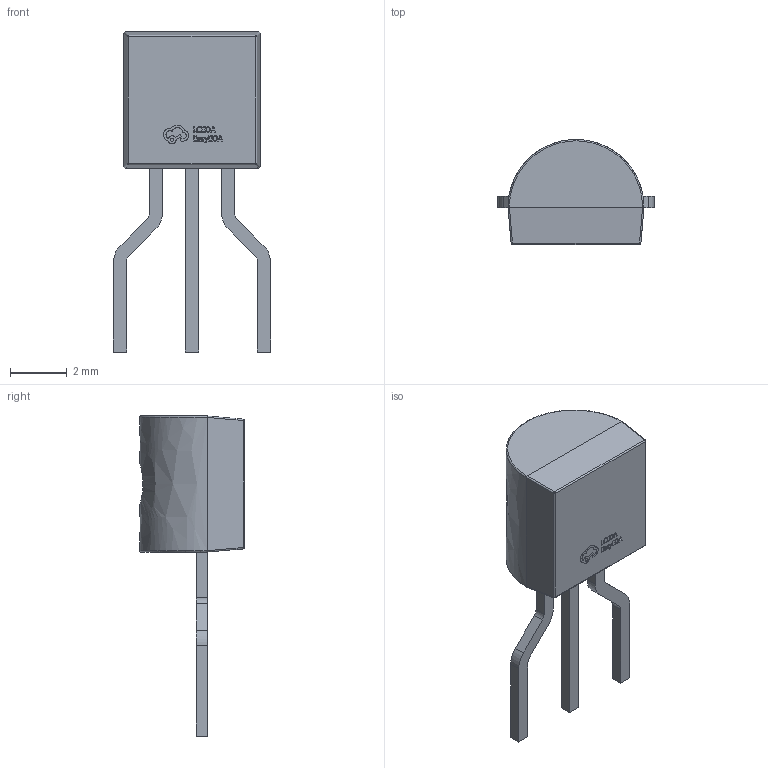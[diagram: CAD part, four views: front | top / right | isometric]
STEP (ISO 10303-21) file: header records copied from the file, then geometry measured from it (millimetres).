
FILE_DESCRIPTION (( 'STEP AP214' ), '1' );
FILE_NAME ('TO-92-3_L4.8-W3.7-H4.8-P2.54.step', '2022-08-01T13:16:52', ( '' ), ( '' ), 'SwSTEP 2.0', 'SolidWorks 2020', '' );
FILE_SCHEMA (( 'AUTOMOTIVE_DESIGN' ));
Length unit declared in the file: millimetre
Products named in the file (1): TO-92-3_L4.8-W3.7-H4.8-P2.54
Bounding box: 5.54 x 3.7 x 11.29 mm (x, y, z)
Volume: 75.4 mm3; surface area: 134.7 mm2
Topology: 1 solids, 1 shells, 280 faces, 760 edges, 498 vertices
Faces by surface type: plane 157, bspline 101, cylinder 18, sphere 4
Entity records: 12693 total; most frequent: CARTESIAN_POINT 3234, ORIENTED_EDGE 1512, DIRECTION 936, EDGE_CURVE 756, LINE 516, VECTOR 516, VERTEX_POINT 498, EDGE_LOOP 300
